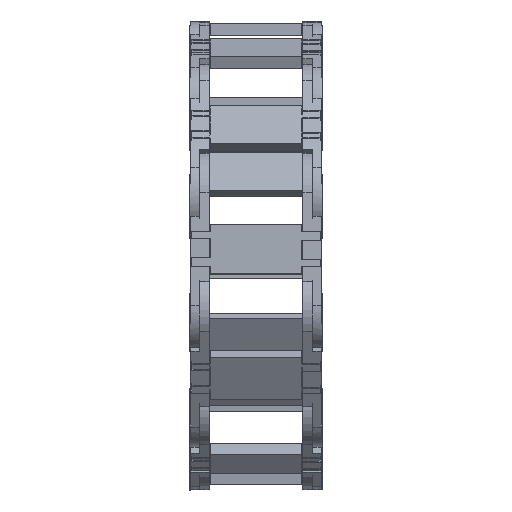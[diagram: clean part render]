
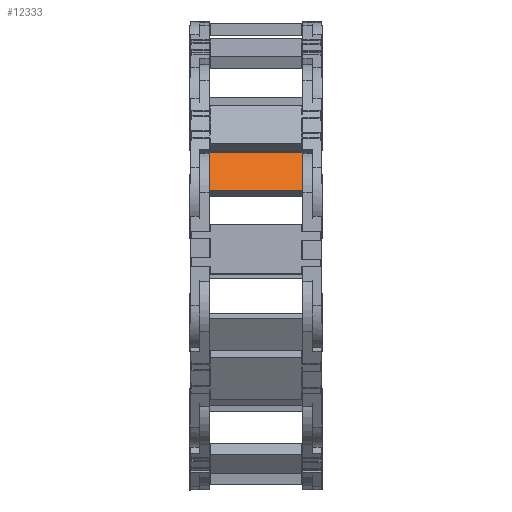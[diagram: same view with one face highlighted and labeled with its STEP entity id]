
A CAD part, left-side view. The second image highlights one B-rep face of the part: STEP entity #12333.
In plain terms, the highlighted planar face has unit normal (-0.773, 0, 0.634).
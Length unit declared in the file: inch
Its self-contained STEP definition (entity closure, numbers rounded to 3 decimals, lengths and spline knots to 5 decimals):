
#1013 = DIRECTION ( 'NONE',  ( 0., 1., 0. ) ) ;
#2244 = CARTESIAN_POINT ( 'NONE',  ( -30.51848, 0.74811, 4.20083 ) ) ;
#4548 = VECTOR ( 'NONE', #1013, 39.37008 ) ;
#5735 = LINE ( 'NONE', #64925, #23967 ) ;
#10315 = VECTOR ( 'NONE', #59086, 39.37008 ) ;
#11728 = VERTEX_POINT ( 'NONE', #25491 ) ;
#12333 = ADVANCED_FACE ( 'NONE', ( #24815 ), #42745, .F. ) ;
#15446 = VERTEX_POINT ( 'NONE', #35249 ) ;
#16713 = VERTEX_POINT ( 'NONE', #53469 ) ;
#19355 = VECTOR ( 'NONE', #44038, 39.37008 ) ;
#20275 = CARTESIAN_POINT ( 'NONE',  ( -30.51848, 0.00012, 4.20083 ) ) ;
#21430 = LINE ( 'NONE', #20275, #19355 ) ;
#21986 = AXIS2_PLACEMENT_3D ( 'NONE', #2244, #41976, #66103 ) ;
#23967 = VECTOR ( 'NONE', #65695, 39.37008 ) ;
#24815 = FACE_OUTER_BOUND ( 'NONE', #39327, .T. ) ;
#25491 = CARTESIAN_POINT ( 'NONE',  ( -30.2688, 1.49606, 4.50523 ) ) ;
#29444 = LINE ( 'NONE', #76931, #4548 ) ;
#35249 = CARTESIAN_POINT ( 'NONE',  ( -30.76816, 1.49606, 3.89643 ) ) ;
#35329 = CARTESIAN_POINT ( 'NONE',  ( -30.51848, 1.49606, 4.20083 ) ) ;
#36039 = EDGE_CURVE ( 'NONE', #16713, #11728, #5735, .T. ) ;
#36064 = EDGE_CURVE ( 'NONE', #11728, #15446, #60623, .T. ) ;
#36893 = VERTEX_POINT ( 'NONE', #53450 ) ;
#38456 = ORIENTED_EDGE ( 'NONE', *, *, #36064, .T. ) ;
#39327 = EDGE_LOOP ( 'NONE', ( #38456, #71572, #39530, #46359 ) ) ;
#39530 = ORIENTED_EDGE ( 'NONE', *, *, #45146, .F. ) ;
#41976 = DIRECTION ( 'NONE',  ( 0.773, 0., -0.634 ) ) ;
#42745 = PLANE ( 'NONE',  #21986 ) ;
#44038 = DIRECTION ( 'NONE',  ( -0.634, 0., -0.773 ) ) ;
#45146 = EDGE_CURVE ( 'NONE', #16713, #36893, #21430, .T. ) ;
#46359 = ORIENTED_EDGE ( 'NONE', *, *, #36039, .T. ) ;
#53450 = CARTESIAN_POINT ( 'NONE',  ( -30.76816, 0.00012, 3.89643 ) ) ;
#53469 = CARTESIAN_POINT ( 'NONE',  ( -30.2688, 0.00012, 4.50523 ) ) ;
#59086 = DIRECTION ( 'NONE',  ( -0.634, 0., -0.773 ) ) ;
#60623 = LINE ( 'NONE', #35329, #10315 ) ;
#64925 = CARTESIAN_POINT ( 'NONE',  ( -30.2688, 0.74811, 4.50523 ) ) ;
#65695 = DIRECTION ( 'NONE',  ( 0., 1., 0. ) ) ;
#66103 = DIRECTION ( 'NONE',  ( 0., -1., 0. ) ) ;
#71572 = ORIENTED_EDGE ( 'NONE', *, *, #71761, .F. ) ;
#71761 = EDGE_CURVE ( 'NONE', #36893, #15446, #29444, .T. ) ;
#76931 = CARTESIAN_POINT ( 'NONE',  ( -30.76816, 0.74811, 3.89643 ) ) ;
